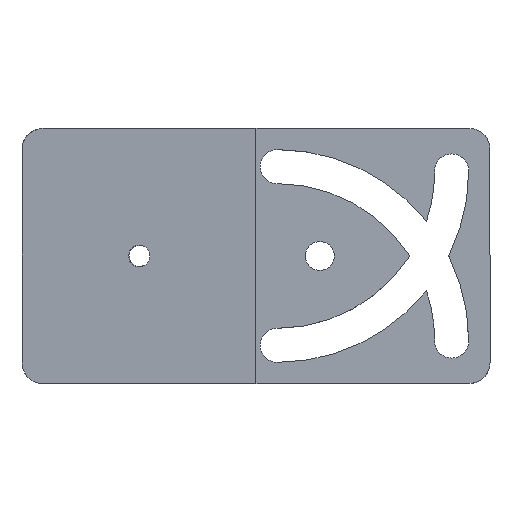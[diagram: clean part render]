
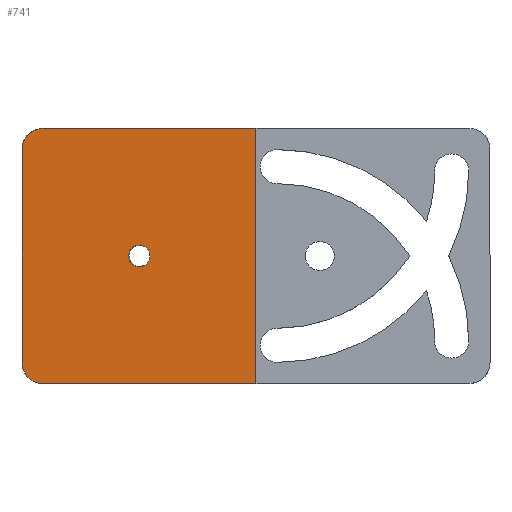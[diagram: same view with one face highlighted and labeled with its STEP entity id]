
A CAD part, top view. The second image highlights one B-rep face of the part: STEP entity #741.
In plain terms, the highlighted planar face has unit normal (-0.061, 0, 0.998).
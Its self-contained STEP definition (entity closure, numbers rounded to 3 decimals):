
#6 = PLANE ( 'NONE',  #104 ) ;
#12 = ORIENTED_EDGE ( 'NONE', *, *, #1051, .F. ) ;
#23 = AXIS2_PLACEMENT_3D ( 'NONE', #876, #92, #264 ) ;
#35 = EDGE_CURVE ( 'NONE', #1007, #301, #1084, .T. ) ;
#57 = DIRECTION ( 'NONE',  ( 0.998, 0., 0.061 ) ) ;
#92 = DIRECTION ( 'NONE',  ( -0.061, 0., 0.998 ) ) ;
#103 = LINE ( 'NONE', #810, #654 ) ;
#104 = AXIS2_PLACEMENT_3D ( 'NONE', #689, #174, #781 ) ;
#112 = DIRECTION ( 'NONE',  ( 0., -1., 0. ) ) ;
#133 = DIRECTION ( 'NONE',  ( -0.061, 0., 0.998 ) ) ;
#139 = DIRECTION ( 'NONE',  ( 0.998, 0., 0.061 ) ) ;
#144 = ORIENTED_EDGE ( 'NONE', *, *, #686, .F. ) ;
#149 = CARTESIAN_POINT ( 'NONE',  ( -55., 30., 1.636 ) ) ;
#159 = LINE ( 'NONE', #149, #1014 ) ;
#174 = DIRECTION ( 'NONE',  ( 0.061, 0., -0.998 ) ) ;
#179 = AXIS2_PLACEMENT_3D ( 'NONE', #918, #133, #139 ) ;
#215 = CARTESIAN_POINT ( 'NONE',  ( 0., -30., 5. ) ) ;
#216 = ORIENTED_EDGE ( 'NONE', *, *, #818, .T. ) ;
#223 = DIRECTION ( 'NONE',  ( -0.998, 0., -0.061 ) ) ;
#249 = VECTOR ( 'NONE', #112, 1000. ) ;
#264 = DIRECTION ( 'NONE',  ( 0.998, 0., 0.061 ) ) ;
#267 = CARTESIAN_POINT ( 'NONE',  ( -50., -30., 1.942 ) ) ;
#289 =( BOUNDED_CURVE ( )  B_SPLINE_CURVE ( 3, ( #754, #922, #568, #839 ),
 .UNSPECIFIED., .F., .T. ) 
 B_SPLINE_CURVE_WITH_KNOTS ( ( 4, 4 ),
 ( 4.712, 6.283 ),
 .UNSPECIFIED. ) 
 CURVE ( )  GEOMETRIC_REPRESENTATION_ITEM ( )  RATIONAL_B_SPLINE_CURVE ( ( 1., 0.805, 0.805, 1. ) ) 
 REPRESENTATION_ITEM ( '' )  );
#301 = VERTEX_POINT ( 'NONE', #267 ) ;
#339 = CIRCLE ( 'NONE', #179, 2.525 ) ;
#376 = ORIENTED_EDGE ( 'NONE', *, *, #566, .F. ) ;
#423 = FACE_BOUND ( 'NONE', #721, .T. ) ;
#433 = CARTESIAN_POINT ( 'NONE',  ( -55., 25., 1.636 ) ) ;
#476 = ORIENTED_EDGE ( 'NONE', *, *, #946, .F. ) ;
#482 = ORIENTED_EDGE ( 'NONE', *, *, #1067, .F. ) ;
#488 = ORIENTED_EDGE ( 'NONE', *, *, #35, .F. ) ;
#489 = CARTESIAN_POINT ( 'NONE',  ( -55., 30., 1.636 ) ) ;
#505 = CARTESIAN_POINT ( 'NONE',  ( 0., 30., 5. ) ) ;
#511 = ORIENTED_EDGE ( 'NONE', *, *, #1096, .F. ) ;
#529 = EDGE_LOOP ( 'NONE', ( #216, #376, #488, #476, #482, #511 ) ) ;
#566 = EDGE_CURVE ( 'NONE', #301, #687, #289, .T. ) ;
#568 = CARTESIAN_POINT ( 'NONE',  ( -55., -27.929, 1.636 ) ) ;
#629 = VERTEX_POINT ( 'NONE', #673 ) ;
#650 = CARTESIAN_POINT ( 'NONE',  ( -49.814, -30., 1.953 ) ) ;
#654 = VECTOR ( 'NONE', #705, 1000. ) ;
#669 = CARTESIAN_POINT ( 'NONE',  ( -50., 30., 1.942 ) ) ;
#673 = CARTESIAN_POINT ( 'NONE',  ( -50., 30., 1.942 ) ) ;
#686 = EDGE_CURVE ( 'NONE', #723, #794, #887, .T. ) ;
#687 = VERTEX_POINT ( 'NONE', #960 ) ;
#689 = CARTESIAN_POINT ( 'NONE',  ( -55., 30., 1.636 ) ) ;
#700 = VERTEX_POINT ( 'NONE', #433 ) ;
#705 = DIRECTION ( 'NONE',  ( 0., -1., 0. ) ) ;
#721 = EDGE_LOOP ( 'NONE', ( #144, #12 ) ) ;
#723 = VERTEX_POINT ( 'NONE', #867 ) ;
#730 = VECTOR ( 'NONE', #223, 1000. ) ;
#741 = ADVANCED_FACE ( 'NONE', ( #423, #889 ), #6, .F. ) ;
#754 = CARTESIAN_POINT ( 'NONE',  ( -50., -30., 1.942 ) ) ;
#759 = CARTESIAN_POINT ( 'NONE',  ( -55., 27.929, 1.636 ) ) ;
#773 = CARTESIAN_POINT ( 'NONE',  ( -55., 25., 1.636 ) ) ;
#781 = DIRECTION ( 'NONE',  ( -0.998, 0., -0.061 ) ) ;
#794 = VERTEX_POINT ( 'NONE', #1057 ) ;
#810 = CARTESIAN_POINT ( 'NONE',  ( 0., 30., 5. ) ) ;
#818 = EDGE_CURVE ( 'NONE', #700, #687, #975, .T. ) ;
#839 = CARTESIAN_POINT ( 'NONE',  ( -55., -25., 1.636 ) ) ;
#867 = CARTESIAN_POINT ( 'NONE',  ( -24.934, 0., 3.475 ) ) ;
#876 = CARTESIAN_POINT ( 'NONE',  ( -27.454, 0., 3.321 ) ) ;
#887 = CIRCLE ( 'NONE', #23, 2.525 ) ;
#889 = FACE_OUTER_BOUND ( 'NONE', #529, .T. ) ;
#918 = CARTESIAN_POINT ( 'NONE',  ( -27.454, 0., 3.321 ) ) ;
#922 = CARTESIAN_POINT ( 'NONE',  ( -52.929, -30., 1.763 ) ) ;
#946 = EDGE_CURVE ( 'NONE', #1069, #1007, #103, .T. ) ;
#960 = CARTESIAN_POINT ( 'NONE',  ( -55., -25., 1.636 ) ) ;
#975 = LINE ( 'NONE', #489, #249 ) ;
#1007 = VERTEX_POINT ( 'NONE', #215 ) ;
#1014 = VECTOR ( 'NONE', #57, 1000. ) ;
#1018 = CARTESIAN_POINT ( 'NONE',  ( -52.929, 30., 1.763 ) ) ;
#1051 = EDGE_CURVE ( 'NONE', #794, #723, #339, .T. ) ;
#1057 = CARTESIAN_POINT ( 'NONE',  ( -29.974, 0., 3.167 ) ) ;
#1061 =( BOUNDED_CURVE ( )  B_SPLINE_CURVE ( 3, ( #773, #759, #1018, #669 ),
 .UNSPECIFIED., .F., .T. ) 
 B_SPLINE_CURVE_WITH_KNOTS ( ( 4, 4 ),
 ( 0., 1.571 ),
 .UNSPECIFIED. ) 
 CURVE ( )  GEOMETRIC_REPRESENTATION_ITEM ( )  RATIONAL_B_SPLINE_CURVE ( ( 1., 0.805, 0.805, 1. ) ) 
 REPRESENTATION_ITEM ( '' )  );
#1067 = EDGE_CURVE ( 'NONE', #629, #1069, #159, .T. ) ;
#1069 = VERTEX_POINT ( 'NONE', #505 ) ;
#1084 = LINE ( 'NONE', #650, #730 ) ;
#1096 = EDGE_CURVE ( 'NONE', #700, #629, #1061, .T. ) ;
